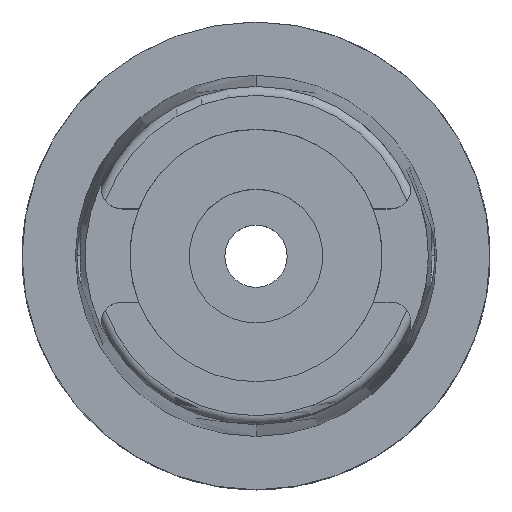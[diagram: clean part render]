
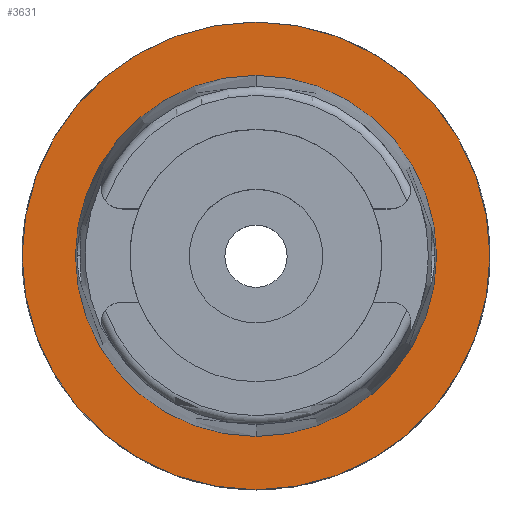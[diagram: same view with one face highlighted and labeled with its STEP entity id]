
A CAD part, top view. The second image highlights one B-rep face of the part: STEP entity #3631.
In plain terms, the highlighted planar face has unit normal (0, 0, 1).
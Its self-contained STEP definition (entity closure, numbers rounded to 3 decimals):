
#27 = DIRECTION ( 'NONE',  ( 0., -1., 0. ) ) ;
#518 = CIRCLE ( 'NONE', #2617, 24.315 ) ;
#646 = ORIENTED_EDGE ( 'NONE', *, *, #4639, .F. ) ;
#869 = AXIS2_PLACEMENT_3D ( 'NONE', #2332, #3120, #1017 ) ;
#930 = VERTEX_POINT ( 'NONE', #5245 ) ;
#955 = CARTESIAN_POINT ( 'NONE',  ( 0., 0., 0. ) ) ;
#1006 = DIRECTION ( 'NONE',  ( 0., 0., 1. ) ) ;
#1017 = DIRECTION ( 'NONE',  ( 1., 0., 0. ) ) ;
#1119 = CARTESIAN_POINT ( 'NONE',  ( 0., 0., 0. ) ) ;
#1260 = CARTESIAN_POINT ( 'NONE',  ( 0., 0., 0. ) ) ;
#1347 = DIRECTION ( 'NONE',  ( 0., 0., -1. ) ) ;
#1430 = PLANE ( 'NONE',  #869 ) ;
#1749 = CIRCLE ( 'NONE', #3237, 31.5 ) ;
#1898 = FACE_OUTER_BOUND ( 'NONE', #3183, .T. ) ;
#1931 = VERTEX_POINT ( 'NONE', #5359 ) ;
#1937 = CIRCLE ( 'NONE', #2459, 24.315 ) ;
#1982 = CARTESIAN_POINT ( 'NONE',  ( 0., -24.315, 0. ) ) ;
#2307 = EDGE_LOOP ( 'NONE', ( #4622, #646 ) ) ;
#2332 = CARTESIAN_POINT ( 'NONE',  ( 0., 0., 0. ) ) ;
#2382 = DIRECTION ( 'NONE',  ( 0., 0., 1. ) ) ;
#2459 = AXIS2_PLACEMENT_3D ( 'NONE', #1119, #2382, #4064 ) ;
#2551 = AXIS2_PLACEMENT_3D ( 'NONE', #1260, #5387, #27 ) ;
#2600 = EDGE_CURVE ( 'NONE', #930, #3163, #1749, .T. ) ;
#2617 = AXIS2_PLACEMENT_3D ( 'NONE', #3589, #1006, #5292 ) ;
#2815 = CIRCLE ( 'NONE', #2551, 31.5 ) ;
#3120 = DIRECTION ( 'NONE',  ( 0., 0., 1. ) ) ;
#3163 = VERTEX_POINT ( 'NONE', #5158 ) ;
#3183 = EDGE_LOOP ( 'NONE', ( #4843, #3570 ) ) ;
#3199 = FACE_BOUND ( 'NONE', #2307, .T. ) ;
#3237 = AXIS2_PLACEMENT_3D ( 'NONE', #955, #1347, #3414 ) ;
#3305 = EDGE_CURVE ( 'NONE', #1931, #4346, #518, .T. ) ;
#3414 = DIRECTION ( 'NONE',  ( 0., 1., 0. ) ) ;
#3570 = ORIENTED_EDGE ( 'NONE', *, *, #4775, .F. ) ;
#3589 = CARTESIAN_POINT ( 'NONE',  ( 0., 0., 0. ) ) ;
#3631 = ADVANCED_FACE ( 'NONE', ( #1898, #3199 ), #1430, .T. ) ;
#4064 = DIRECTION ( 'NONE',  ( 0., -1., 0. ) ) ;
#4346 = VERTEX_POINT ( 'NONE', #1982 ) ;
#4622 = ORIENTED_EDGE ( 'NONE', *, *, #3305, .F. ) ;
#4639 = EDGE_CURVE ( 'NONE', #4346, #1931, #1937, .T. ) ;
#4775 = EDGE_CURVE ( 'NONE', #3163, #930, #2815, .T. ) ;
#4843 = ORIENTED_EDGE ( 'NONE', *, *, #2600, .F. ) ;
#5158 = CARTESIAN_POINT ( 'NONE',  ( 0., -31.5, 0. ) ) ;
#5245 = CARTESIAN_POINT ( 'NONE',  ( 0., 31.5, 0. ) ) ;
#5292 = DIRECTION ( 'NONE',  ( 0., 1., 0. ) ) ;
#5359 = CARTESIAN_POINT ( 'NONE',  ( 0., 24.315, 0. ) ) ;
#5387 = DIRECTION ( 'NONE',  ( 0., 0., -1. ) ) ;
